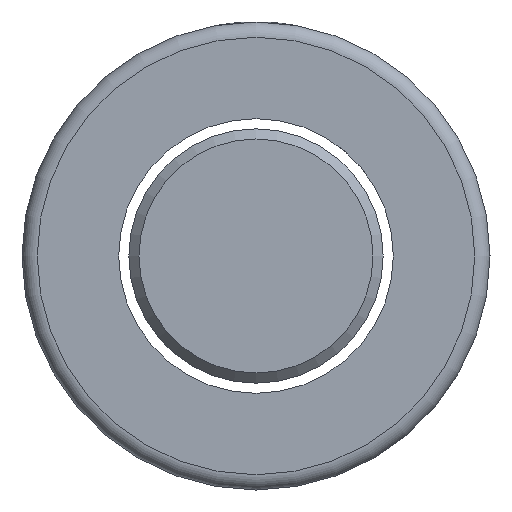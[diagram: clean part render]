
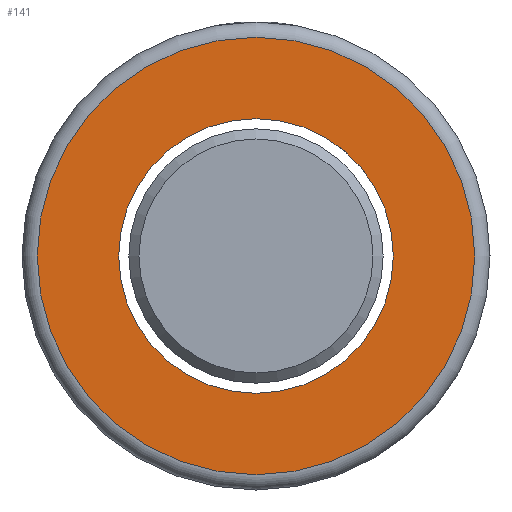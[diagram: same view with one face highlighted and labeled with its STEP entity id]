
A CAD part, left-side view. The second image highlights one B-rep face of the part: STEP entity #141.
In plain terms, the highlighted planar face has unit normal (-1, 0, 0).
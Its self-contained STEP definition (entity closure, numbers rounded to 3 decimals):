
#101=PLANE('',#349);
#108=FACE_OUTER_BOUND('',#200,.T.);
#141=ADVANCED_FACE('',(#108,#177),#101,.F.);
#177=FACE_BOUND('',#201,.T.);
#200=EDGE_LOOP('',(#237));
#201=EDGE_LOOP('',(#238));
#237=ORIENTED_EDGE('',*,*,#310,.F.);
#238=ORIENTED_EDGE('',*,*,#300,.T.);
#278=VERTEX_POINT('',#453);
#288=VERTEX_POINT('',#568);
#300=EDGE_CURVE('',#278,#278,#326,.T.);
#310=EDGE_CURVE('',#288,#288,#330,.T.);
#326=CIRCLE('',#341,13.5);
#330=CIRCLE('',#348,21.5);
#341=AXIS2_PLACEMENT_3D('',#452,#377,#378);
#348=AXIS2_PLACEMENT_3D('',#567,#393,#394);
#349=AXIS2_PLACEMENT_3D('',#569,#395,#396);
#377=DIRECTION('',(1.,0.,0.));
#378=DIRECTION('',(0.,0.,-1.));
#393=DIRECTION('',(1.,0.,0.));
#394=DIRECTION('',(0.,0.,-1.));
#395=DIRECTION('',(1.,0.,0.));
#396=DIRECTION('',(0.,0.,-1.));
#452=CARTESIAN_POINT('',(-112.5,0.,0.));
#453=CARTESIAN_POINT('',(-112.5,0.,-13.5));
#567=CARTESIAN_POINT('',(-112.5,0.,0.));
#568=CARTESIAN_POINT('',(-112.5,0.,-21.5));
#569=CARTESIAN_POINT('',(-112.5,17.5,0.));
